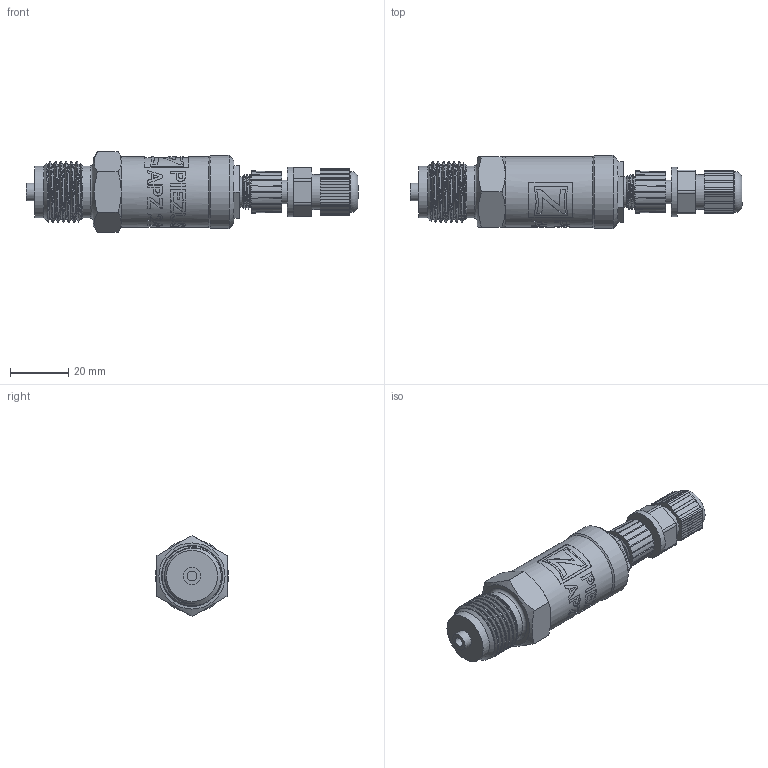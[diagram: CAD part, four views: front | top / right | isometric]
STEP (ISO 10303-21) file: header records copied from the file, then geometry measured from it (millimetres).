
FILE_DESCRIPTION(/* description */ (''),/* implementation_level */ '2;1');
FILE_NAME(/* name */ 'APZ2412_G1''2EN_M12x1-straight.step',/* time_stamp */ '2021-07-19T10:39:00+03:00',/* author */ (''),/* organization */ (''),/* preprocessor_version */ 'ST-DEVELOPER v18.1',/* originating_system */ 'Autodesk Translation Framework v10.9.0.1377',/* authorisation */ '');
FILE_SCHEMA (('AUTOMOTIVE_DESIGN { 1 0 10303 214 3 1 1 }'));
Products named in the file (7): АПЗ 2422 (2412,2410) - filled; G1/2 EN; Стакан; Адаптер М12х1; M12x1 assembly v4; M12x1 female straight v9; M12x1 male v16
Assembly tree (6 placements, depth 3):
  АПЗ 2422 (2412,2410) - filled
    G1/2 EN
    Стакан
    Адаптер М12х1
    M12x1 assembly v4
      M12x1 female straight v9
      M12x1 male v16
Bounding box: 113.67 x 25 x 27.71 mm (x, y, z)
Volume: 35305.5 mm3; surface area: 15130.2 mm2
Topology: 15 solids, 15 shells, 751 faces, 2024 edges, 1338 vertices
Faces by surface type: bspline 326, plane 252, cylinder 127, cone 40, torus 6
Full cylindrical faces by diameter (mm): 1 x12, 1.5 x4, 3.3 x1, 6 x1, 7.3 x1, 8 x3, 8.2 x1, 10.293 x1, 10.6 x2, 10.741 x6, 11.884 x5, 12 x1, 14 x2, 14.137 x4, 14.526 x7, 15.85 x3, 16.203 x8, 17 x1, 17.5 x1, 17.8 x1, 18.631 x6, 22.15 x2, 22.65 x2, 24 x1, 25 x1
Entity records: 39566 total; most frequent: CARTESIAN_POINT 22811, ORIENTED_EDGE 4048, DIRECTION 2353, EDGE_CURVE 2024, VERTEX_POINT 1338, LINE 933, VECTOR 933, B_SPLINE_CURVE_WITH_KNOTS 801
